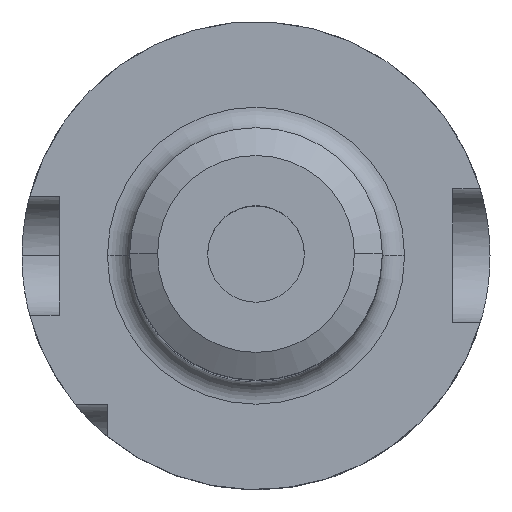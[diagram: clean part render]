
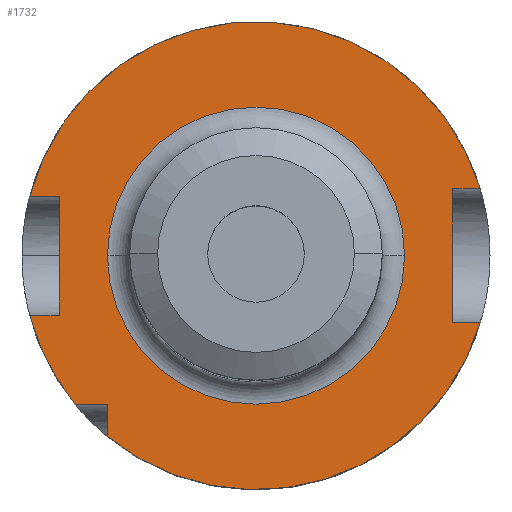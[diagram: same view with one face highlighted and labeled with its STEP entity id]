
A CAD part, top view. The second image highlights one B-rep face of the part: STEP entity #1732.
In plain terms, the highlighted planar face has unit normal (0, 0, 1).
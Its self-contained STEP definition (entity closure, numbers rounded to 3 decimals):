
#26 = AXIS2_PLACEMENT_3D ( 'NONE', #2124, #366, #2423 ) ;
#40 = VERTEX_POINT ( 'NONE', #1864 ) ;
#117 = VERTEX_POINT ( 'NONE', #1068 ) ;
#159 = ORIENTED_EDGE ( 'NONE', *, *, #3287, .T. ) ;
#160 = CIRCLE ( 'NONE', #852, 31.5 ) ;
#225 = DIRECTION ( 'NONE',  ( -1., 0., 0. ) ) ;
#226 = EDGE_CURVE ( 'NONE', #40, #1463, #313, .T. ) ;
#249 = DIRECTION ( 'NONE',  ( -1., 0., 0. ) ) ;
#313 = LINE ( 'NONE', #3480, #3375 ) ;
#366 = DIRECTION ( 'NONE',  ( 0., 0., -1. ) ) ;
#367 = DIRECTION ( 'NONE',  ( 0., 0., -1. ) ) ;
#383 = VECTOR ( 'NONE', #868, 1000. ) ;
#392 = ORIENTED_EDGE ( 'NONE', *, *, #500, .T. ) ;
#422 = DIRECTION ( 'NONE',  ( 0., 0., -1. ) ) ;
#434 = CIRCLE ( 'NONE', #1787, 20. ) ;
#450 = DIRECTION ( 'NONE',  ( 0., 0., 1. ) ) ;
#500 = EDGE_CURVE ( 'NONE', #1966, #40, #3418, .T. ) ;
#513 = DIRECTION ( 'NONE',  ( 0., 0., -1. ) ) ;
#640 = EDGE_LOOP ( 'NONE', ( #3659, #932 ) ) ;
#662 = VERTEX_POINT ( 'NONE', #1965 ) ;
#668 = CARTESIAN_POINT ( 'NONE',  ( -26.5, 17., 26. ) ) ;
#720 = DIRECTION ( 'NONE',  ( 0., 0., -1. ) ) ;
#732 = CIRCLE ( 'NONE', #26, 31.5 ) ;
#734 = CARTESIAN_POINT ( 'NONE',  ( -30.467, -8., 26. ) ) ;
#805 = ORIENTED_EDGE ( 'NONE', *, *, #2028, .F. ) ;
#852 = AXIS2_PLACEMENT_3D ( 'NONE', #2273, #513, #2584 ) ;
#866 = LINE ( 'NONE', #2598, #1556 ) ;
#868 = DIRECTION ( 'NONE',  ( 1., 0., 0. ) ) ;
#905 = LINE ( 'NONE', #2325, #2473 ) ;
#917 = VERTEX_POINT ( 'NONE', #3384 ) ;
#932 = ORIENTED_EDGE ( 'NONE', *, *, #1150, .T. ) ;
#933 = ORIENTED_EDGE ( 'NONE', *, *, #226, .T. ) ;
#967 = DIRECTION ( 'NONE',  ( 0., 1., 0. ) ) ;
#1035 = CARTESIAN_POINT ( 'NONE',  ( 0., 17., 26. ) ) ;
#1068 = CARTESIAN_POINT ( 'NONE',  ( -20., 0., 26. ) ) ;
#1099 = VERTEX_POINT ( 'NONE', #2631 ) ;
#1150 = EDGE_CURVE ( 'NONE', #117, #1099, #3728, .T. ) ;
#1355 = VERTEX_POINT ( 'NONE', #1813 ) ;
#1385 = EDGE_LOOP ( 'NONE', ( #3325, #2032, #1490, #392, #933, #159, #805, #2555, #3765, #2007, #3427 ) ) ;
#1404 = CIRCLE ( 'NONE', #3129, 31.5 ) ;
#1405 = EDGE_CURVE ( 'NONE', #1355, #2770, #732, .T. ) ;
#1457 = FACE_OUTER_BOUND ( 'NONE', #1385, .T. ) ;
#1459 = CARTESIAN_POINT ( 'NONE',  ( 0., 9., 26. ) ) ;
#1463 = VERTEX_POINT ( 'NONE', #1568 ) ;
#1490 = ORIENTED_EDGE ( 'NONE', *, *, #2967, .F. ) ;
#1556 = VECTOR ( 'NONE', #225, 1000. ) ;
#1568 = CARTESIAN_POINT ( 'NONE',  ( 26.5, 9., 26. ) ) ;
#1599 = VERTEX_POINT ( 'NONE', #3219 ) ;
#1719 = CARTESIAN_POINT ( 'NONE',  ( 0., -9., 26. ) ) ;
#1732 = ADVANCED_FACE ( 'NONE', ( #3727, #1457 ), #3707, .T. ) ;
#1787 = AXIS2_PLACEMENT_3D ( 'NONE', #2476, #720, #2784 ) ;
#1813 = CARTESIAN_POINT ( 'NONE',  ( -24.336, -20., 26. ) ) ;
#1864 = CARTESIAN_POINT ( 'NONE',  ( 26.5, -9., 26. ) ) ;
#1920 = EDGE_CURVE ( 'NONE', #917, #2245, #905, .T. ) ;
#1961 = CARTESIAN_POINT ( 'NONE',  ( 0., -8., 26. ) ) ;
#1965 = CARTESIAN_POINT ( 'NONE',  ( -26.5, -8., 26. ) ) ;
#1966 = VERTEX_POINT ( 'NONE', #3587 ) ;
#2007 = ORIENTED_EDGE ( 'NONE', *, *, #2957, .F. ) ;
#2028 = EDGE_CURVE ( 'NONE', #2876, #1599, #1404, .T. ) ;
#2032 = ORIENTED_EDGE ( 'NONE', *, *, #1920, .F. ) ;
#2036 = LINE ( 'NONE', #1459, #383 ) ;
#2068 = CARTESIAN_POINT ( 'NONE',  ( 0., 8., 26. ) ) ;
#2123 = LINE ( 'NONE', #668, #3629 ) ;
#2124 = CARTESIAN_POINT ( 'NONE',  ( 0., 0., 26. ) ) ;
#2125 = CARTESIAN_POINT ( 'NONE',  ( 0., 0., 26. ) ) ;
#2177 = CARTESIAN_POINT ( 'NONE',  ( 0., 0., 26. ) ) ;
#2207 = EDGE_CURVE ( 'NONE', #2764, #2876, #2820, .T. ) ;
#2245 = VERTEX_POINT ( 'NONE', #2394 ) ;
#2257 = DIRECTION ( 'NONE',  ( 1., 0., 0. ) ) ;
#2273 = CARTESIAN_POINT ( 'NONE',  ( 0., 0., 26. ) ) ;
#2325 = CARTESIAN_POINT ( 'NONE',  ( -20., 17., 26. ) ) ;
#2394 = CARTESIAN_POINT ( 'NONE',  ( -20., -20., 26. ) ) ;
#2423 = DIRECTION ( 'NONE',  ( -1., 0., 0. ) ) ;
#2425 = DIRECTION ( 'NONE',  ( -1., 0., 0. ) ) ;
#2473 = VECTOR ( 'NONE', #3539, 1000. ) ;
#2476 = CARTESIAN_POINT ( 'NONE',  ( 0., 0., 26. ) ) ;
#2480 = DIRECTION ( 'NONE',  ( 1., 0., 0. ) ) ;
#2497 = CARTESIAN_POINT ( 'NONE',  ( -26.5, 8., 26. ) ) ;
#2509 = DIRECTION ( 'NONE',  ( 1., 0., 0. ) ) ;
#2528 = VECTOR ( 'NONE', #2257, 1000. ) ;
#2538 = CARTESIAN_POINT ( 'NONE',  ( -30.467, 8., 26. ) ) ;
#2555 = ORIENTED_EDGE ( 'NONE', *, *, #2207, .F. ) ;
#2584 = DIRECTION ( 'NONE',  ( -1., 0., 0. ) ) ;
#2598 = CARTESIAN_POINT ( 'NONE',  ( 0., -20., 26. ) ) ;
#2624 = VECTOR ( 'NONE', #249, 1000. ) ;
#2630 = VECTOR ( 'NONE', #2990, 1000. ) ;
#2631 = CARTESIAN_POINT ( 'NONE',  ( 20., 0., 26. ) ) ;
#2764 = VERTEX_POINT ( 'NONE', #2497 ) ;
#2770 = VERTEX_POINT ( 'NONE', #734 ) ;
#2784 = DIRECTION ( 'NONE',  ( 1., 0., 0. ) ) ;
#2820 = LINE ( 'NONE', #2068, #2630 ) ;
#2876 = VERTEX_POINT ( 'NONE', #2538 ) ;
#2957 = EDGE_CURVE ( 'NONE', #2770, #662, #3234, .T. ) ;
#2967 = EDGE_CURVE ( 'NONE', #1966, #917, #160, .T. ) ;
#2990 = DIRECTION ( 'NONE',  ( -1., 0., 0. ) ) ;
#3002 = EDGE_CURVE ( 'NONE', #2245, #1355, #866, .T. ) ;
#3129 = AXIS2_PLACEMENT_3D ( 'NONE', #2125, #367, #2425 ) ;
#3219 = CARTESIAN_POINT ( 'NONE',  ( 30.187, 9., 26. ) ) ;
#3234 = LINE ( 'NONE', #1961, #2528 ) ;
#3235 = DIRECTION ( 'NONE',  ( 0., 1., 0. ) ) ;
#3287 = EDGE_CURVE ( 'NONE', #1463, #1599, #2036, .T. ) ;
#3325 = ORIENTED_EDGE ( 'NONE', *, *, #3002, .F. ) ;
#3375 = VECTOR ( 'NONE', #3235, 1000. ) ;
#3384 = CARTESIAN_POINT ( 'NONE',  ( -20., -24.336, 26. ) ) ;
#3418 = LINE ( 'NONE', #1719, #2624 ) ;
#3427 = ORIENTED_EDGE ( 'NONE', *, *, #1405, .F. ) ;
#3480 = CARTESIAN_POINT ( 'NONE',  ( 26.5, 17., 26. ) ) ;
#3539 = DIRECTION ( 'NONE',  ( 0., 1., 0. ) ) ;
#3572 = EDGE_CURVE ( 'NONE', #1099, #117, #434, .T. ) ;
#3587 = CARTESIAN_POINT ( 'NONE',  ( 30.187, -9., 26. ) ) ;
#3612 = AXIS2_PLACEMENT_3D ( 'NONE', #1035, #450, #2509 ) ;
#3629 = VECTOR ( 'NONE', #967, 1000. ) ;
#3659 = ORIENTED_EDGE ( 'NONE', *, *, #3572, .T. ) ;
#3707 = PLANE ( 'NONE',  #3612 ) ;
#3727 = FACE_BOUND ( 'NONE', #640, .T. ) ;
#3728 = CIRCLE ( 'NONE', #3844, 20. ) ;
#3765 = ORIENTED_EDGE ( 'NONE', *, *, #3826, .F. ) ;
#3826 = EDGE_CURVE ( 'NONE', #662, #2764, #2123, .T. ) ;
#3844 = AXIS2_PLACEMENT_3D ( 'NONE', #2177, #422, #2480 ) ;
